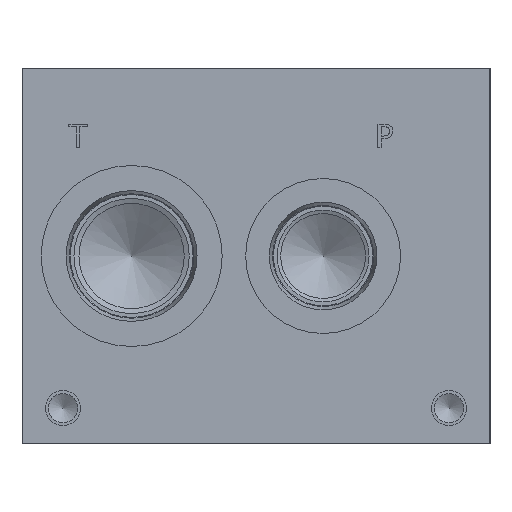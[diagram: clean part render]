
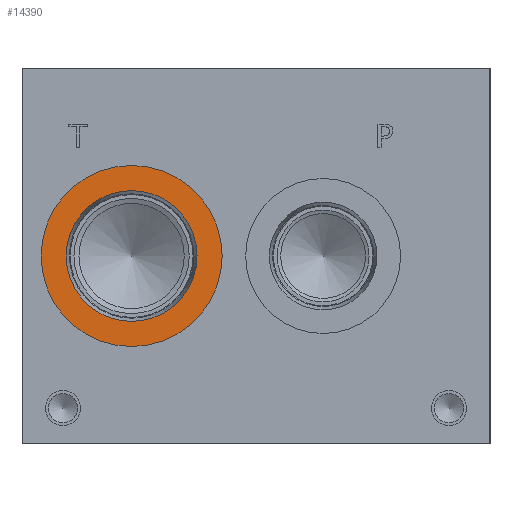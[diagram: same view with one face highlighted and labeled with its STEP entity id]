
A CAD part, left-side view. The second image highlights one B-rep face of the part: STEP entity #14390.
In plain terms, the highlighted planar face has unit normal (-1, 0, 0).
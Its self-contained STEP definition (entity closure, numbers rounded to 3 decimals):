
#498=CIRCLE('',#15107,24.562);
#499=CIRCLE('',#15108,24.562);
#500=CIRCLE('',#15110,17.755);
#501=CIRCLE('',#15111,17.755);
#1179=FACE_BOUND('',#2662,.T.);
#1831=FACE_OUTER_BOUND('',#2661,.T.);
#2661=EDGE_LOOP('',(#12109,#12110));
#2662=EDGE_LOOP('',(#12111,#12112));
#6545=VERTEX_POINT('',#24403);
#6546=VERTEX_POINT('',#24405);
#6547=VERTEX_POINT('',#24409);
#6548=VERTEX_POINT('',#24410);
#8473=EDGE_CURVE('',#6545,#6546,#498,.T.);
#8474=EDGE_CURVE('',#6546,#6545,#499,.T.);
#8475=EDGE_CURVE('',#6547,#6548,#500,.T.);
#8476=EDGE_CURVE('',#6548,#6547,#501,.T.);
#12109=ORIENTED_EDGE('',*,*,#8474,.F.);
#12110=ORIENTED_EDGE('',*,*,#8473,.F.);
#12111=ORIENTED_EDGE('',*,*,#8475,.T.);
#12112=ORIENTED_EDGE('',*,*,#8476,.T.);
#13237=PLANE('',#15109);
#14390=ADVANCED_FACE('',(#1831,#1179),#13237,.F.);
#15107=AXIS2_PLACEMENT_3D('',#24406,#17769,#17770);
#15108=AXIS2_PLACEMENT_3D('',#24407,#17771,#17772);
#15109=AXIS2_PLACEMENT_3D('',#24408,#17773,#17774);
#15110=AXIS2_PLACEMENT_3D('',#24411,#17775,#17776);
#15111=AXIS2_PLACEMENT_3D('',#24412,#17777,#17778);
#17769=DIRECTION('center_axis',(1.,0.,0.));
#17770=DIRECTION('ref_axis',(0.,0.,-1.));
#17771=DIRECTION('center_axis',(1.,0.,0.));
#17772=DIRECTION('ref_axis',(0.,0.,-1.));
#17773=DIRECTION('center_axis',(1.,0.,0.));
#17774=DIRECTION('ref_axis',(0.,0.,-1.));
#17775=DIRECTION('center_axis',(1.,0.,0.));
#17776=DIRECTION('ref_axis',(0.,0.,-1.));
#17777=DIRECTION('center_axis',(1.,0.,0.));
#17778=DIRECTION('ref_axis',(0.,0.,-1.));
#24403=CARTESIAN_POINT('',(0.787,97.257,26.238));
#24405=CARTESIAN_POINT('',(0.787,97.257,75.362));
#24406=CARTESIAN_POINT('Origin',(0.787,97.257,50.8));
#24407=CARTESIAN_POINT('Origin',(0.787,97.257,50.8));
#24408=CARTESIAN_POINT('Origin',(0.787,97.257,68.555));
#24409=CARTESIAN_POINT('',(0.787,97.257,68.555));
#24410=CARTESIAN_POINT('',(0.787,97.257,33.045));
#24411=CARTESIAN_POINT('Origin',(0.787,97.257,50.8));
#24412=CARTESIAN_POINT('Origin',(0.787,97.257,50.8));
